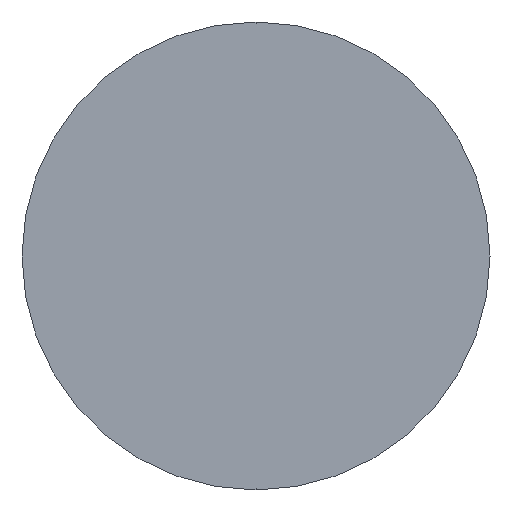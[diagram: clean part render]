
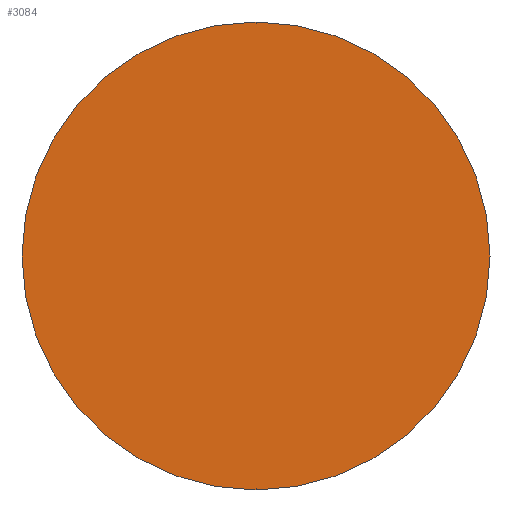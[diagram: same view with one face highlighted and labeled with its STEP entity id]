
A CAD part, top view. The second image highlights one B-rep face of the part: STEP entity #3084.
In plain terms, the highlighted planar face has unit normal (0, 0, 1).
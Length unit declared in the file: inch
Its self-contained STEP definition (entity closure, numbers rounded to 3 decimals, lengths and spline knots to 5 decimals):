
#75 = EDGE_LOOP ( 'NONE', ( #2117, #2045 ) ) ;
#95 = VERTEX_POINT ( 'NONE', #1171 ) ;
#450 = EDGE_CURVE ( 'NONE', #3367, #95, #3159, .T. ) ;
#458 = DIRECTION ( 'NONE',  ( 0., 0., 1. ) ) ;
#496 = DIRECTION ( 'NONE',  ( 0., 0., 1. ) ) ;
#537 = CARTESIAN_POINT ( 'NONE',  ( 0., 0., 0.15748 ) ) ;
#669 = DIRECTION ( 'NONE',  ( 1., 0., 0. ) ) ;
#967 = CARTESIAN_POINT ( 'NONE',  ( 0., 0., 0.15748 ) ) ;
#1046 = CIRCLE ( 'NONE', #2251, 0.04437 ) ;
#1171 = CARTESIAN_POINT ( 'NONE',  ( 0., -0.04437, 0.15748 ) ) ;
#1660 = AXIS2_PLACEMENT_3D ( 'NONE', #3226, #458, #669 ) ;
#1704 = DIRECTION ( 'NONE',  ( 0., -1., 0. ) ) ;
#2045 = ORIENTED_EDGE ( 'NONE', *, *, #450, .T. ) ;
#2110 = DIRECTION ( 'NONE',  ( 0., 0., 1. ) ) ;
#2117 = ORIENTED_EDGE ( 'NONE', *, *, #2867, .T. ) ;
#2128 = FACE_OUTER_BOUND ( 'NONE', #75, .T. ) ;
#2251 = AXIS2_PLACEMENT_3D ( 'NONE', #537, #496, #1704 ) ;
#2393 = PLANE ( 'NONE',  #1660 ) ;
#2590 = CARTESIAN_POINT ( 'NONE',  ( 0., 0.04437, 0.15748 ) ) ;
#2867 = EDGE_CURVE ( 'NONE', #95, #3367, #1046, .T. ) ;
#2947 = DIRECTION ( 'NONE',  ( 0., -1., 0. ) ) ;
#3036 = AXIS2_PLACEMENT_3D ( 'NONE', #967, #2110, #2947 ) ;
#3084 = ADVANCED_FACE ( 'NONE', ( #2128 ), #2393, .T. ) ;
#3159 = CIRCLE ( 'NONE', #3036, 0.04437 ) ;
#3226 = CARTESIAN_POINT ( 'NONE',  ( -0.0449, -0.0449, 0.15748 ) ) ;
#3367 = VERTEX_POINT ( 'NONE', #2590 ) ;
